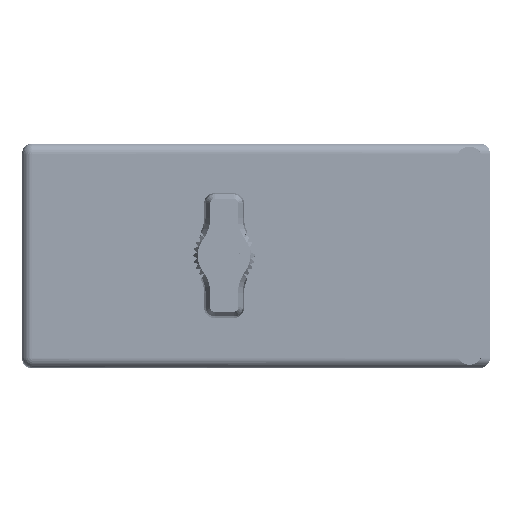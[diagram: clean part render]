
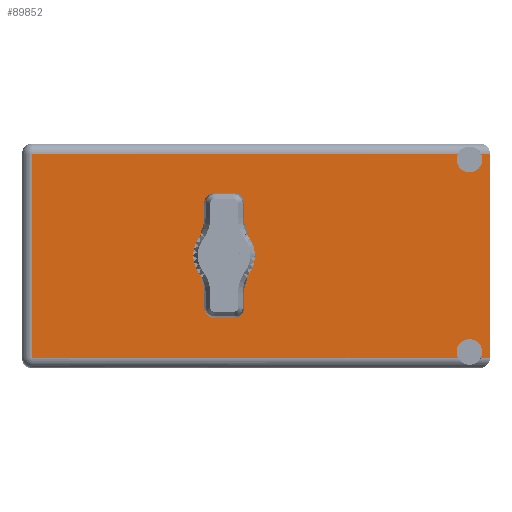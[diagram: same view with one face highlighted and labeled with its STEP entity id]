
A CAD part, top view. The second image highlights one B-rep face of the part: STEP entity #89852.
In plain terms, the highlighted face is planar.
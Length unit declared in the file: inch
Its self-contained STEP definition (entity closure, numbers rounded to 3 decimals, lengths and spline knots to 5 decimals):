
#676 = CARTESIAN_POINT ( 'NONE',  ( 3.05, 2.03, -0.109 ) ) ;
#1632 = DIRECTION ( 'NONE',  ( -1., 0., 0. ) ) ;
#1663 = EDGE_LOOP ( 'NONE', ( #52996, #62990 ) ) ;
#2189 = VERTEX_POINT ( 'NONE', #103518 ) ;
#2517 = FACE_BOUND ( 'NONE', #1663, .T. ) ;
#3108 = CARTESIAN_POINT ( 'NONE',  ( 1.3775, 2.03, -0.765 ) ) ;
#4638 = VERTEX_POINT ( 'NONE', #83164 ) ;
#5096 = VERTEX_POINT ( 'NONE', #57618 ) ;
#6062 = CIRCLE ( 'NONE', #47894, 0.0875 ) ;
#6729 = LINE ( 'NONE', #10091, #87323 ) ;
#7755 = EDGE_CURVE ( 'NONE', #2189, #4638, #32373, .T. ) ;
#9120 = VECTOR ( 'NONE', #1632, 39.37008 ) ;
#10091 = CARTESIAN_POINT ( 'NONE',  ( 3.19, 2.03, -0.07 ) ) ;
#12153 = DIRECTION ( 'NONE',  ( 0., 0., 1. ) ) ;
#13334 = EDGE_CURVE ( 'NONE', #4638, #5096, #6729, .T. ) ;
#16179 = EDGE_CURVE ( 'NONE', #26340, #5096, #6062, .T. ) ;
#18012 = LINE ( 'NONE', #48363, #42414 ) ;
#18133 = VERTEX_POINT ( 'NONE', #53595 ) ;
#19897 = DIRECTION ( 'NONE',  ( 0., 0., 1. ) ) ;
#20089 = EDGE_CURVE ( 'NONE', #82177, #67888, #71434, .T. ) ;
#20198 = EDGE_CURVE ( 'NONE', #18133, #26340, #87218, .T. ) ;
#21131 = LINE ( 'NONE', #95177, #67039 ) ;
#21594 = DIRECTION ( 'NONE',  ( 0., 1., 0. ) ) ;
#21861 = DIRECTION ( 'NONE',  ( 0., 0., 1. ) ) ;
#22582 = AXIS2_PLACEMENT_3D ( 'NONE', #27953, #45602, #35156 ) ;
#26340 = VERTEX_POINT ( 'NONE', #98271 ) ;
#26664 = ORIENTED_EDGE ( 'NONE', *, *, #20089, .F. ) ;
#27030 = ORIENTED_EDGE ( 'NONE', *, *, #91573, .T. ) ;
#27953 = CARTESIAN_POINT ( 'NONE',  ( 3.05, 2.03, -1.421 ) ) ;
#29314 = CARTESIAN_POINT ( 'NONE',  ( 3.05, 2.03, -1.3335 ) ) ;
#29584 = EDGE_CURVE ( 'NONE', #79447, #101114, #45577, .T. ) ;
#30348 = CARTESIAN_POINT ( 'NONE',  ( 3.19, 2.03, -0.07 ) ) ;
#32255 = CARTESIAN_POINT ( 'NONE',  ( 3.05, 2.03, -1.421 ) ) ;
#32373 = LINE ( 'NONE', #94563, #62551 ) ;
#34595 = DIRECTION ( 'NONE',  ( 0., 1., 0. ) ) ;
#35156 = DIRECTION ( 'NONE',  ( 0., 0., 1. ) ) ;
#35179 = VERTEX_POINT ( 'NONE', #72299 ) ;
#36427 = LINE ( 'NONE', #57011, #9120 ) ;
#36880 = CARTESIAN_POINT ( 'NONE',  ( 3.12833, 2.03, -1.46 ) ) ;
#38852 = DIRECTION ( 'NONE',  ( 0., 0., 1. ) ) ;
#40454 = AXIS2_PLACEMENT_3D ( 'NONE', #114191, #86145, #21861 ) ;
#41109 = DIRECTION ( 'NONE',  ( 0., 1., 0. ) ) ;
#42414 = VECTOR ( 'NONE', #48739, 39.37008 ) ;
#45577 = LINE ( 'NONE', #48653, #94490 ) ;
#45602 = DIRECTION ( 'NONE',  ( 0., 1., 0. ) ) ;
#46342 = VERTEX_POINT ( 'NONE', #47052 ) ;
#46996 = VERTEX_POINT ( 'NONE', #36880 ) ;
#47052 = CARTESIAN_POINT ( 'NONE',  ( 1.3775, 2.03, -0.595 ) ) ;
#47602 = DIRECTION ( 'NONE',  ( 0., 0., 1. ) ) ;
#47894 = AXIS2_PLACEMENT_3D ( 'NONE', #676, #75288, #47602 ) ;
#48363 = CARTESIAN_POINT ( 'NONE',  ( 3.19, 2.03, -0.07 ) ) ;
#48653 = CARTESIAN_POINT ( 'NONE',  ( 3.19, 2.03, 0. ) ) ;
#48739 = DIRECTION ( 'NONE',  ( 1., 0., 0. ) ) ;
#48751 = EDGE_CURVE ( 'NONE', #79447, #46996, #36427, .T. ) ;
#49801 = DIRECTION ( 'NONE',  ( 1., 0., 0. ) ) ;
#50564 = ORIENTED_EDGE ( 'NONE', *, *, #16179, .F. ) ;
#52412 = ORIENTED_EDGE ( 'NONE', *, *, #71139, .F. ) ;
#52996 = ORIENTED_EDGE ( 'NONE', *, *, #85291, .F. ) ;
#53595 = CARTESIAN_POINT ( 'NONE',  ( 3.12833, 2.03, -0.07 ) ) ;
#57011 = CARTESIAN_POINT ( 'NONE',  ( 0., 2.03, -1.46 ) ) ;
#57618 = CARTESIAN_POINT ( 'NONE',  ( 2.97167, 2.03, -0.07 ) ) ;
#61469 = CARTESIAN_POINT ( 'NONE',  ( 2.97167, 2.03, -1.46 ) ) ;
#62551 = VECTOR ( 'NONE', #19897, 39.37008 ) ;
#62990 = ORIENTED_EDGE ( 'NONE', *, *, #107942, .F. ) ;
#63755 = AXIS2_PLACEMENT_3D ( 'NONE', #3108, #21594, #38852 ) ;
#66079 = EDGE_LOOP ( 'NONE', ( #77330, #50564, #75733, #27030, #97292, #116379, #52412, #26664, #66839, #99619 ) ) ;
#66839 = ORIENTED_EDGE ( 'NONE', *, *, #67932, .T. ) ;
#67039 = VECTOR ( 'NONE', #85188, 39.37008 ) ;
#67577 = CARTESIAN_POINT ( 'NONE',  ( 0., 2.03, -1.53 ) ) ;
#67888 = VERTEX_POINT ( 'NONE', #29314 ) ;
#67932 = EDGE_CURVE ( 'NONE', #82177, #2189, #21131, .T. ) ;
#69972 = DIRECTION ( 'NONE',  ( 0., 0., 1. ) ) ;
#71139 = EDGE_CURVE ( 'NONE', #67888, #46996, #74954, .T. ) ;
#71434 = CIRCLE ( 'NONE', #117389, 0.0875 ) ;
#72299 = CARTESIAN_POINT ( 'NONE',  ( 1.3775, 2.03, -0.935 ) ) ;
#74954 = CIRCLE ( 'NONE', #22582, 0.0875 ) ;
#75288 = DIRECTION ( 'NONE',  ( 0., 1., 0. ) ) ;
#75733 = ORIENTED_EDGE ( 'NONE', *, *, #20198, .F. ) ;
#76825 = DIRECTION ( 'NONE',  ( 0., 0., 1. ) ) ;
#77330 = ORIENTED_EDGE ( 'NONE', *, *, #13334, .T. ) ;
#79447 = VERTEX_POINT ( 'NONE', #108480 ) ;
#79616 = DIRECTION ( 'NONE',  ( 0., 0., 1. ) ) ;
#82177 = VERTEX_POINT ( 'NONE', #61469 ) ;
#83164 = CARTESIAN_POINT ( 'NONE',  ( 0.07, 2.03, -0.07 ) ) ;
#84362 = AXIS2_PLACEMENT_3D ( 'NONE', #117352, #34595, #79616 ) ;
#85188 = DIRECTION ( 'NONE',  ( -1., 0., 0. ) ) ;
#85291 = EDGE_CURVE ( 'NONE', #46342, #35179, #103857, .T. ) ;
#86145 = DIRECTION ( 'NONE',  ( 0., 1., 0. ) ) ;
#87218 = CIRCLE ( 'NONE', #84362, 0.0875 ) ;
#87323 = VECTOR ( 'NONE', #49801, 39.37008 ) ;
#89852 = ADVANCED_FACE ( 'NONE', ( #2517, #101742 ), #93769, .T. ) ;
#91573 = EDGE_CURVE ( 'NONE', #18133, #101114, #18012, .T. ) ;
#93769 = PLANE ( 'NONE',  #103946 ) ;
#94178 = DIRECTION ( 'NONE',  ( 0., 1., 0. ) ) ;
#94490 = VECTOR ( 'NONE', #12153, 39.37008 ) ;
#94563 = CARTESIAN_POINT ( 'NONE',  ( 0.07, 2.03, -1.53 ) ) ;
#95177 = CARTESIAN_POINT ( 'NONE',  ( 0., 2.03, -1.46 ) ) ;
#97292 = ORIENTED_EDGE ( 'NONE', *, *, #29584, .F. ) ;
#98271 = CARTESIAN_POINT ( 'NONE',  ( 3.05, 2.03, -0.1965 ) ) ;
#99619 = ORIENTED_EDGE ( 'NONE', *, *, #7755, .T. ) ;
#101114 = VERTEX_POINT ( 'NONE', #30348 ) ;
#101742 = FACE_OUTER_BOUND ( 'NONE', #66079, .T. ) ;
#103518 = CARTESIAN_POINT ( 'NONE',  ( 0.07, 2.03, -1.46 ) ) ;
#103857 = CIRCLE ( 'NONE', #40454, 0.17 ) ;
#103946 = AXIS2_PLACEMENT_3D ( 'NONE', #67577, #94178, #76825 ) ;
#107942 = EDGE_CURVE ( 'NONE', #35179, #46342, #115897, .T. ) ;
#108480 = CARTESIAN_POINT ( 'NONE',  ( 3.19, 2.03, -1.46 ) ) ;
#114191 = CARTESIAN_POINT ( 'NONE',  ( 1.3775, 2.03, -0.765 ) ) ;
#115897 = CIRCLE ( 'NONE', #63755, 0.17 ) ;
#116379 = ORIENTED_EDGE ( 'NONE', *, *, #48751, .T. ) ;
#117352 = CARTESIAN_POINT ( 'NONE',  ( 3.05, 2.03, -0.109 ) ) ;
#117389 = AXIS2_PLACEMENT_3D ( 'NONE', #32255, #41109, #69972 ) ;
